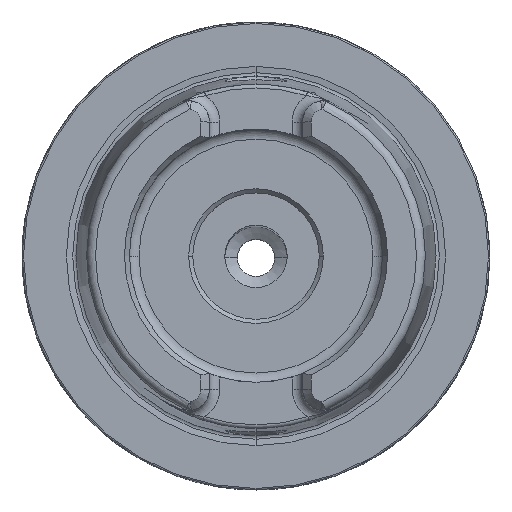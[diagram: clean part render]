
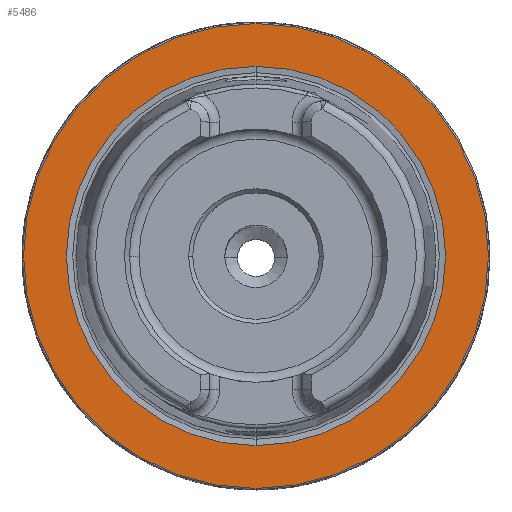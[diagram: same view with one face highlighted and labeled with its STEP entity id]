
A CAD part, top view. The second image highlights one B-rep face of the part: STEP entity #5486.
In plain terms, the highlighted planar face has unit normal (0, 0, 1).
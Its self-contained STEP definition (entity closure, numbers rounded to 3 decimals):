
#185 = DIRECTION ( 'NONE',  ( 0., -1., 0. ) ) ;
#568 = CIRCLE ( 'NONE', #7262, 25.5 ) ;
#621 = CARTESIAN_POINT ( 'NONE',  ( 0., -31.27, 0. ) ) ;
#884 = CARTESIAN_POINT ( 'NONE',  ( 0., 0., 0. ) ) ;
#919 = CARTESIAN_POINT ( 'NONE',  ( 0., 0., 0. ) ) ;
#1735 = DIRECTION ( 'NONE',  ( 0., -1., 0. ) ) ;
#1765 = DIRECTION ( 'NONE',  ( 0., -1., 0. ) ) ;
#1898 = CARTESIAN_POINT ( 'NONE',  ( 0., 0., 0. ) ) ;
#2202 = CARTESIAN_POINT ( 'NONE',  ( 0., 25.5, 0. ) ) ;
#2359 = EDGE_CURVE ( 'NONE', #11084, #7363, #3124, .T. ) ;
#2826 = DIRECTION ( 'NONE',  ( 0., 1., 0. ) ) ;
#3124 = CIRCLE ( 'NONE', #3431, 25.5 ) ;
#3239 = AXIS2_PLACEMENT_3D ( 'NONE', #10510, #5583, #185 ) ;
#3431 = AXIS2_PLACEMENT_3D ( 'NONE', #5061, #5048, #5029 ) ;
#3815 = CIRCLE ( 'NONE', #7962, 31.27 ) ;
#4094 = EDGE_CURVE ( 'NONE', #4735, #4480, #3815, .T. ) ;
#4140 = AXIS2_PLACEMENT_3D ( 'NONE', #919, #7089, #1765 ) ;
#4468 = ORIENTED_EDGE ( 'NONE', *, *, #6656, .T. ) ;
#4480 = VERTEX_POINT ( 'NONE', #621 ) ;
#4575 = CARTESIAN_POINT ( 'NONE',  ( 0., 31.27, 0. ) ) ;
#4735 = VERTEX_POINT ( 'NONE', #4575 ) ;
#5029 = DIRECTION ( 'NONE',  ( 0., 1., 0. ) ) ;
#5048 = DIRECTION ( 'NONE',  ( 0., 0., -1. ) ) ;
#5061 = CARTESIAN_POINT ( 'NONE',  ( 0., 0., 0. ) ) ;
#5486 = ADVANCED_FACE ( 'NONE', ( #10323, #6251 ), #7199, .T. ) ;
#5568 = ORIENTED_EDGE ( 'NONE', *, *, #4094, .T. ) ;
#5583 = DIRECTION ( 'NONE',  ( 0., 0., 1. ) ) ;
#6251 = FACE_BOUND ( 'NONE', #6671, .T. ) ;
#6656 = EDGE_CURVE ( 'NONE', #4480, #4735, #9531, .T. ) ;
#6671 = EDGE_LOOP ( 'NONE', ( #6852, #8231 ) ) ;
#6852 = ORIENTED_EDGE ( 'NONE', *, *, #2359, .T. ) ;
#7059 = DIRECTION ( 'NONE',  ( 0., 0., 1. ) ) ;
#7089 = DIRECTION ( 'NONE',  ( 0., 0., 1. ) ) ;
#7199 = PLANE ( 'NONE',  #3239 ) ;
#7262 = AXIS2_PLACEMENT_3D ( 'NONE', #1898, #8001, #2826 ) ;
#7363 = VERTEX_POINT ( 'NONE', #2202 ) ;
#7698 = CARTESIAN_POINT ( 'NONE',  ( 0., -25.5, 0. ) ) ;
#7962 = AXIS2_PLACEMENT_3D ( 'NONE', #884, #7059, #1735 ) ;
#8001 = DIRECTION ( 'NONE',  ( 0., 0., -1. ) ) ;
#8231 = ORIENTED_EDGE ( 'NONE', *, *, #8259, .T. ) ;
#8259 = EDGE_CURVE ( 'NONE', #7363, #11084, #568, .T. ) ;
#9531 = CIRCLE ( 'NONE', #4140, 31.27 ) ;
#9617 = EDGE_LOOP ( 'NONE', ( #4468, #5568 ) ) ;
#10323 = FACE_OUTER_BOUND ( 'NONE', #9617, .T. ) ;
#10510 = CARTESIAN_POINT ( 'NONE',  ( 0., 31.47, 0. ) ) ;
#11084 = VERTEX_POINT ( 'NONE', #7698 ) ;
